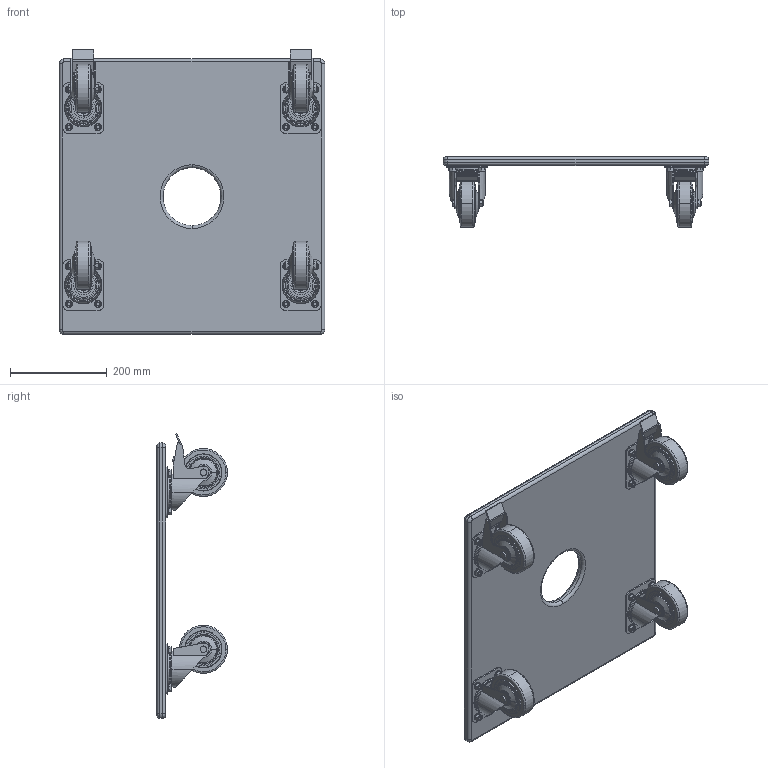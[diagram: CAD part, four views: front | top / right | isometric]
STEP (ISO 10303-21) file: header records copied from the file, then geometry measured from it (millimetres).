
FILE_DESCRIPTION (( 'STEP AP203' ), '1' );
FILE_NAME ('SIN-RIM-RB460.STEP', '2024-05-05T15:49:43', ( 'admin' ), ( '' ), 'SwSTEP 2.0', 'SolidWorks 2022', '' );
FILE_SCHEMA (( 'CONFIG_CONTROL_DESIGN' ));
Length unit declared in the file: millimetre
Products named in the file (10): Platte^06012t; Gehäuse^06012t_06010t; 06012t_gerade 06012t; Gehäuse^06012t_06012t; SWx-041818; Federring M8; SIN-RIM-RB460; 06012t_gerade 06010t; Schlossschraube M8x25; Mutter M8
Assembly tree (57 placements, depth 3):
  SIN-RIM-RB460
    SWx-041818
    06012t_gerade 06012t  x2
      Platte^06012t
      Gehäuse^06012t_06012t
    06012t_gerade 06010t  x2
      Platte^06012t
      Gehäuse^06012t_06010t
    Schlossschraube M8x25  x16
    Mutter M8  x16
    Federring M8  x16
Bounding box: 550 x 146.52 x 589.3 mm (x, y, z)
Volume: 6595108.3 mm3; surface area: 1202578.8 mm2
Topology: 79 solids, 83 shells, 2436 faces, 5734 edges, 3660 vertices
Faces by surface type: plane 882, cylinder 754, bspline 404, cone 384, torus 12
Entity records: 47886 total; most frequent: CARTESIAN_POINT 20728, ORIENTED_EDGE 5308, DIRECTION 4807, EDGE_CURVE 2654, AXIS2_PLACEMENT_3D 1781, VERTEX_POINT 1730, EDGE_LOOP 1270, VECTOR 1245
